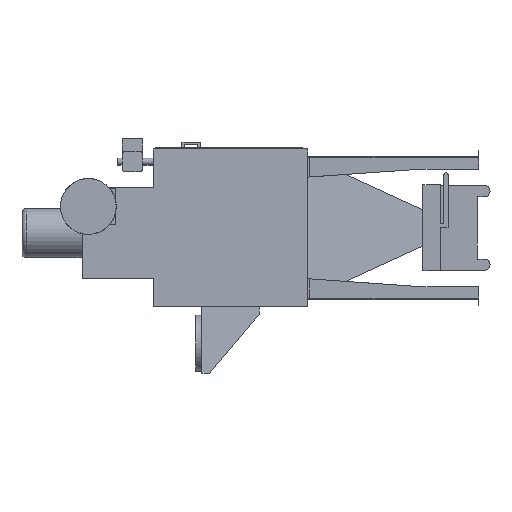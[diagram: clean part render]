
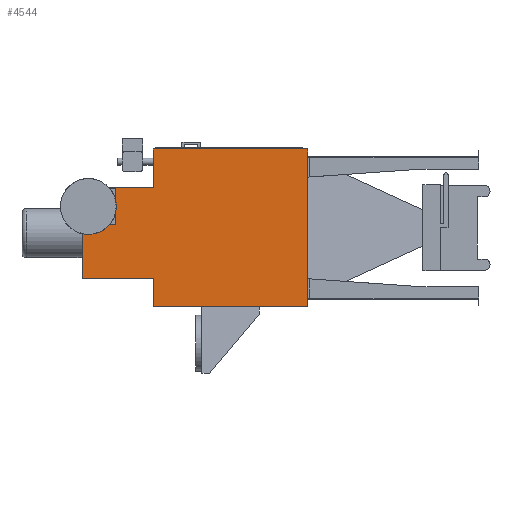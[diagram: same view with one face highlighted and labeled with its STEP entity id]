
A CAD part, left-side view. The second image highlights one B-rep face of the part: STEP entity #4544.
In plain terms, the highlighted planar face has unit normal (-1, 0, 0).
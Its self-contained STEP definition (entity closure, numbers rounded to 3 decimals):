
#56=FACE_BOUND('',#732,.T.);
#248=PLANE('',#4849);
#470=FACE_OUTER_BOUND('',#731,.T.);
#731=EDGE_LOOP('',(#4126,#4127,#4128,#4129,#4130,#4131,#4132,#4133,#4134,
#4135,#4136,#4137));
#732=EDGE_LOOP('',(#4138,#4139,#4140,#4141));
#990=LINE('',#6558,#1551);
#992=LINE('',#6564,#1553);
#1243=LINE('',#7099,#1804);
#1247=LINE('',#7106,#1808);
#1250=LINE('',#7112,#1811);
#1251=LINE('',#7115,#1812);
#1256=LINE('',#7124,#1817);
#1258=LINE('',#7129,#1819);
#1261=LINE('',#7133,#1822);
#1262=LINE('',#7137,#1823);
#1266=LINE('',#7145,#1827);
#1269=LINE('',#7151,#1830);
#1272=LINE('',#7156,#1833);
#1289=LINE('',#7204,#1850);
#1290=LINE('',#7205,#1851);
#1291=LINE('',#7206,#1852);
#1551=VECTOR('',#5353,10.);
#1553=VECTOR('',#5357,10.);
#1804=VECTOR('',#5850,10.);
#1808=VECTOR('',#5856,10.);
#1811=VECTOR('',#5861,10.);
#1812=VECTOR('',#5864,10.);
#1817=VECTOR('',#5871,10.);
#1819=VECTOR('',#5875,10.);
#1822=VECTOR('',#5880,10.);
#1823=VECTOR('',#5883,10.);
#1827=VECTOR('',#5889,10.);
#1830=VECTOR('',#5894,10.);
#1833=VECTOR('',#5899,10.);
#1850=VECTOR('',#5946,10.);
#1851=VECTOR('',#5947,10.);
#1852=VECTOR('',#5948,10.);
#2121=VERTEX_POINT('',#6551);
#2124=VERTEX_POINT('',#6556);
#2126=VERTEX_POINT('',#6561);
#2127=VERTEX_POINT('',#6563);
#2289=VERTEX_POINT('',#7096);
#2292=VERTEX_POINT('',#7103);
#2294=VERTEX_POINT('',#7110);
#2295=VERTEX_POINT('',#7114);
#2297=VERTEX_POINT('',#7120);
#2300=VERTEX_POINT('',#7127);
#2301=VERTEX_POINT('',#7135);
#2302=VERTEX_POINT('',#7136);
#2305=VERTEX_POINT('',#7144);
#2307=VERTEX_POINT('',#7150);
#2323=VERTEX_POINT('',#7202);
#2324=VERTEX_POINT('',#7203);
#2615=EDGE_CURVE('',#2121,#2124,#990,.T.);
#2617=EDGE_CURVE('',#2127,#2126,#992,.T.);
#2884=EDGE_CURVE('',#2124,#2289,#1243,.T.);
#2888=EDGE_CURVE('',#2127,#2292,#1247,.T.);
#2891=EDGE_CURVE('',#2294,#2289,#1250,.T.);
#2892=EDGE_CURVE('',#2292,#2295,#1251,.T.);
#2897=EDGE_CURVE('',#2297,#2295,#1256,.T.);
#2899=EDGE_CURVE('',#2300,#2294,#1258,.T.);
#2902=EDGE_CURVE('',#2300,#2297,#1261,.T.);
#2903=EDGE_CURVE('',#2301,#2302,#1262,.T.);
#2907=EDGE_CURVE('',#2302,#2305,#1266,.T.);
#2910=EDGE_CURVE('',#2305,#2307,#1269,.T.);
#2913=EDGE_CURVE('',#2307,#2301,#1272,.T.);
#2935=EDGE_CURVE('',#2323,#2324,#1289,.T.);
#2936=EDGE_CURVE('',#2121,#2324,#1290,.T.);
#2937=EDGE_CURVE('',#2126,#2323,#1291,.T.);
#4126=ORIENTED_EDGE('',*,*,#2935,.T.);
#4127=ORIENTED_EDGE('',*,*,#2936,.F.);
#4128=ORIENTED_EDGE('',*,*,#2615,.T.);
#4129=ORIENTED_EDGE('',*,*,#2884,.T.);
#4130=ORIENTED_EDGE('',*,*,#2891,.F.);
#4131=ORIENTED_EDGE('',*,*,#2899,.F.);
#4132=ORIENTED_EDGE('',*,*,#2902,.T.);
#4133=ORIENTED_EDGE('',*,*,#2897,.T.);
#4134=ORIENTED_EDGE('',*,*,#2892,.F.);
#4135=ORIENTED_EDGE('',*,*,#2888,.F.);
#4136=ORIENTED_EDGE('',*,*,#2617,.T.);
#4137=ORIENTED_EDGE('',*,*,#2937,.T.);
#4138=ORIENTED_EDGE('',*,*,#2903,.T.);
#4139=ORIENTED_EDGE('',*,*,#2907,.T.);
#4140=ORIENTED_EDGE('',*,*,#2910,.T.);
#4141=ORIENTED_EDGE('',*,*,#2913,.T.);
#4544=ADVANCED_FACE('',(#470,#56),#248,.T.);
#4849=AXIS2_PLACEMENT_3D('',#7201,#5944,#5945);
#5353=DIRECTION('',(0.,0.,-1.));
#5357=DIRECTION('',(0.,0.,-1.));
#5850=DIRECTION('',(0.,-1.,0.));
#5856=DIRECTION('',(0.,-1.,0.));
#5861=DIRECTION('',(0.,0.,1.));
#5864=DIRECTION('',(0.,0.,1.));
#5871=DIRECTION('',(0.,1.,0.));
#5875=DIRECTION('',(0.,1.,0.));
#5880=DIRECTION('',(0.,0.,1.));
#5883=DIRECTION('',(0.,0.,1.));
#5889=DIRECTION('',(0.,-1.,0.));
#5894=DIRECTION('',(0.,0.,-1.));
#5899=DIRECTION('',(0.,1.,0.));
#5944=DIRECTION('center_axis',(-1.,0.,0.));
#5945=DIRECTION('ref_axis',(0.,0.,1.));
#5946=DIRECTION('',(0.,0.,-1.));
#5947=DIRECTION('',(0.,1.,0.));
#5948=DIRECTION('',(0.,1.,0.));
#6551=CARTESIAN_POINT('',(-325.,1370.,-362.));
#6556=CARTESIAN_POINT('',(-325.,1370.,-362.5));
#6558=CARTESIAN_POINT('',(-325.,1370.,288.5));
#6561=CARTESIAN_POINT('',(-325.,1370.,288.));
#6563=CARTESIAN_POINT('',(-325.,1370.,288.5));
#6564=CARTESIAN_POINT('',(-325.,1370.,288.5));
#7096=CARTESIAN_POINT('',(-325.,1105.,-362.5));
#7099=CARTESIAN_POINT('',(-325.,1370.,-362.5));
#7103=CARTESIAN_POINT('',(-325.,1105.,288.5));
#7106=CARTESIAN_POINT('',(-325.,1307.,288.5));
#7110=CARTESIAN_POINT('',(-325.,1105.,-565.));
#7112=CARTESIAN_POINT('',(-325.,1105.,-565.));
#7114=CARTESIAN_POINT('',(-325.,1105.,565.));
#7115=CARTESIAN_POINT('',(-325.,1105.,-565.));
#7120=CARTESIAN_POINT('',(-325.,0.,565.));
#7124=CARTESIAN_POINT('',(-325.,0.,565.));
#7127=CARTESIAN_POINT('',(-325.,0.,-565.));
#7129=CARTESIAN_POINT('',(-325.,0.,-565.));
#7133=CARTESIAN_POINT('',(-325.,0.,-565.));
#7135=CARTESIAN_POINT('',(-325.,1609.5,24.));
#7136=CARTESIAN_POINT('',(-325.,1609.5,283.));
#7137=CARTESIAN_POINT('',(-325.,1609.5,-39.5));
#7144=CARTESIAN_POINT('',(-325.,1375.5,283.));
#7145=CARTESIAN_POINT('',(-325.,1372.75,283.));
#7150=CARTESIAN_POINT('',(-325.,1375.5,24.));
#7151=CARTESIAN_POINT('',(-325.,1375.5,-169.));
#7156=CARTESIAN_POINT('',(-325.,1489.75,24.));
#7201=CARTESIAN_POINT('Origin',(-325.,1370.,-362.));
#7202=CARTESIAN_POINT('',(-325.,1615.,288.));
#7203=CARTESIAN_POINT('',(-325.,1615.,-362.));
#7204=CARTESIAN_POINT('',(-325.,1615.,-199.5));
#7205=CARTESIAN_POINT('',(-325.,1370.,-362.));
#7206=CARTESIAN_POINT('',(-325.,1370.,288.));
